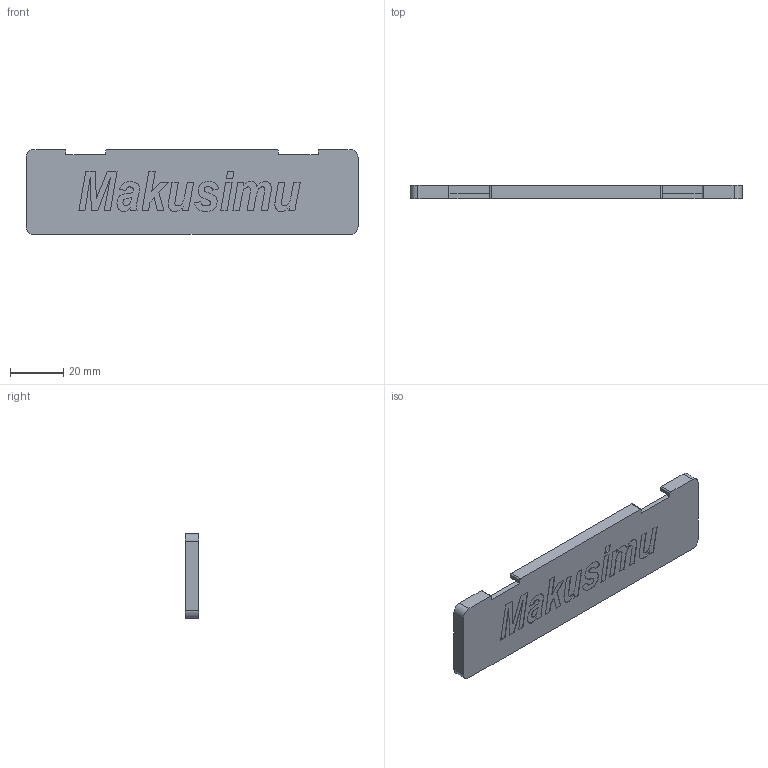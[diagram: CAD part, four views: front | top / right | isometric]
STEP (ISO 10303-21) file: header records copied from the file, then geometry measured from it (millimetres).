
FILE_DESCRIPTION(/* description */ (''),/* implementation_level */ '2;1');
FILE_NAME(/* name */ 'NozzleBoxLid.stp',/* time_stamp */ '2025-03-06T00:55:29+03:00',/* author */ ('Makusimu'),/* organization */ (''),/* preprocessor_version */ 'ST-DEVELOPER v20',/* originating_system */ 'Autodesk Inventor 2025',/* authorisation */ '');
FILE_SCHEMA (('AUTOMOTIVE_DESIGN { 1 0 10303 214 3 1 1 }'));
Length unit declared in the file: millimetre
Products named in the file (1): NozzleBoxLid
Bounding box: 125 x 5 x 32 mm (x, y, z)
Volume: 9766.7 mm3; surface area: 10384.7 mm2
Topology: 1 solids, 1 shells, 182 faces, 498 edges, 332 vertices
Faces by surface type: plane 101, bspline 61, cylinder 20
Full cylindrical faces by diameter (mm): 5.3 x4
Entity records: 6070 total; most frequent: CARTESIAN_POINT 1785, ORIENTED_EDGE 996, DIRECTION 660, EDGE_CURVE 498, LINE 336, VECTOR 336, VERTEX_POINT 332, EDGE_LOOP 196
